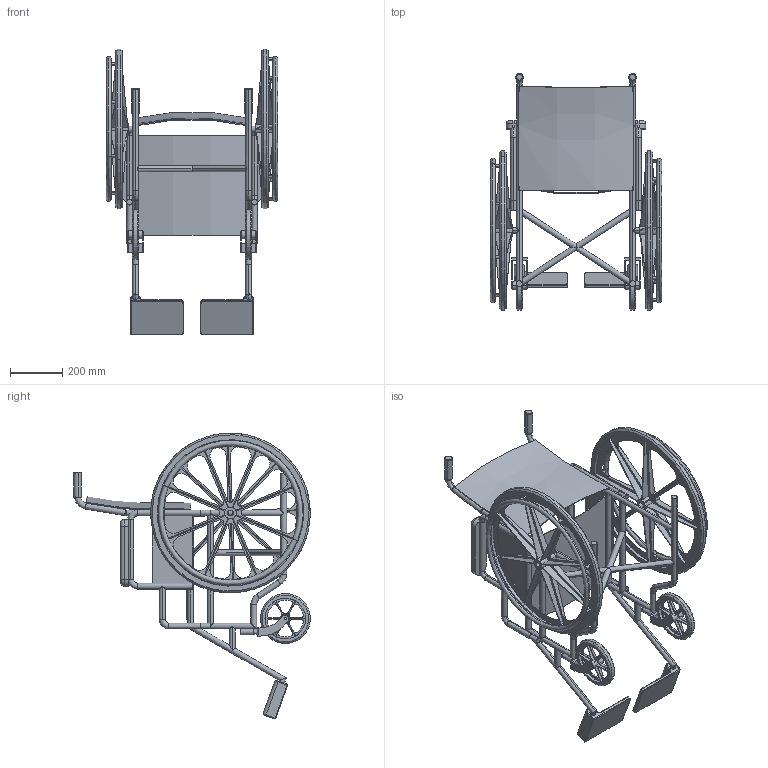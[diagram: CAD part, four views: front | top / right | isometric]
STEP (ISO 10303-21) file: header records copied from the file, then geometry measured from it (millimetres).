
FILE_DESCRIPTION (( 'STEP AP214' ), '1' );
FILE_NAME ('Wheelchair.STEP', '2022-03-16T14:55:24', ( '' ), ( '' ), 'SwSTEP 2.0', 'SolidWorks 2021', '' );
FILE_SCHEMA (( 'AUTOMOTIVE_DESIGN' ));
Length unit declared in the file: inch
Products named in the file (12): FootRest; CasterFork; SideFrame; ArmPad; Wheelchair; WheelSmall; Arm; Seat; Caster; WheelLarge; Grip; Back
Assembly tree (17 placements, depth 3):
  Wheelchair
    SideFrame
    Arm  x2
    ArmPad  x2
    Seat
    WheelLarge  x2
    Caster  x2
      WheelSmall
      CasterFork
    Back
    FootRest  x2
    Grip  x2
Bounding box: 654.05 x 903.26 x 1090.73 mm (x, y, z)
Volume: 11926670 mm3; surface area: 3337173.4 mm2
Topology: 27 solids, 27 shells, 988 faces, 2644 edges, 1700 vertices
Faces by surface type: plane 458, cylinder 438, torus 68, cone 16, bspline 4, sphere 4
Entity records: 18689 total; most frequent: CARTESIAN_POINT 3969, DIRECTION 3031, ORIENTED_EDGE 2990, EDGE_CURVE 1495, AXIS2_PLACEMENT_3D 1152, VERTEX_POINT 956, LINE 727, VECTOR 727
